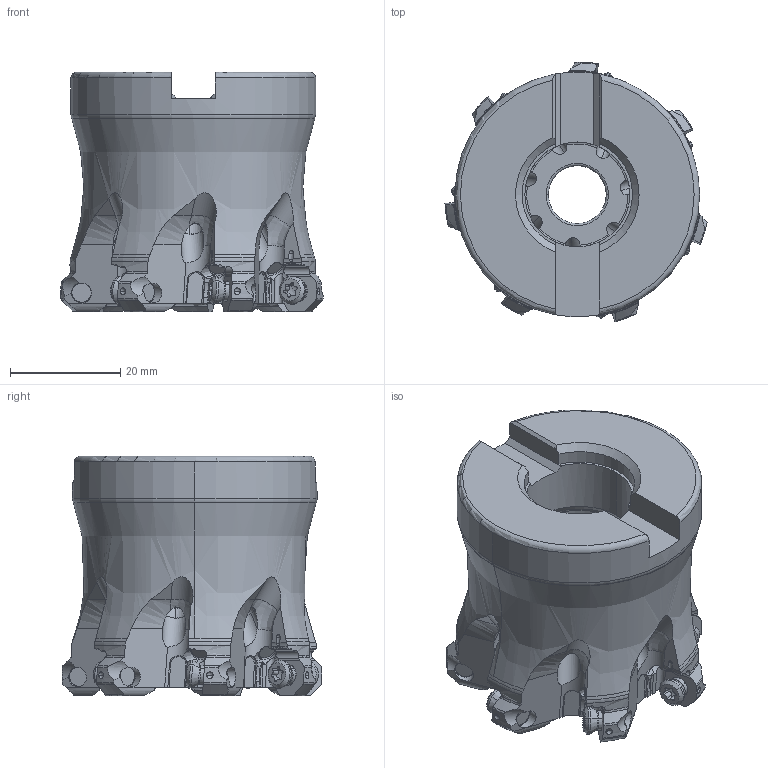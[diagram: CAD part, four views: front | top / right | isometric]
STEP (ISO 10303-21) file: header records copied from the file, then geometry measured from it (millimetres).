
FILE_DESCRIPTION(/* description */ (''),/* implementation_level */ '2;1');
FILE_NAME(/* name */ 'ARP5UPR0207AA.stp',/* time_stamp */ '2017-10-23T09:09:34+09:00',/* author */ (''),/* organization */ (''),/* preprocessor_version */ 'ST-DEVELOPER v16',/* originating_system */ 'SIEMENS PLM Software NX 10.0',/* authorisation */ '');
FILE_SCHEMA (('AUTOMOTIVE_DESIGN { 1 0 10303 214 3 1 1 1 }'));
Length unit declared in the file: millimetre
Products named in the file (1): ARP5UPR0207AA_ASM
Bounding box: 47.61 x 47.18 x 43.48 mm (x, y, z)
Volume: 43346.5 mm3; surface area: 13463.4 mm2
Topology: 8 solids, 8 shells, 919 faces, 2615 edges, 1692 vertices
Faces by surface type: cylinder 355, plane 213, torus 131, cone 108, sphere 49, extrusion 42, bspline 21
Entity records: 41510 total; most frequent: CARTESIAN_POINT 18451, ORIENTED_EDGE 5160, DIRECTION 4411, EDGE_CURVE 2580, AXIS2_PLACEMENT_3D 1806, VERTEX_POINT 1692, EDGE_LOOP 964, B_SPLINE_CURVE_WITH_KNOTS 951
